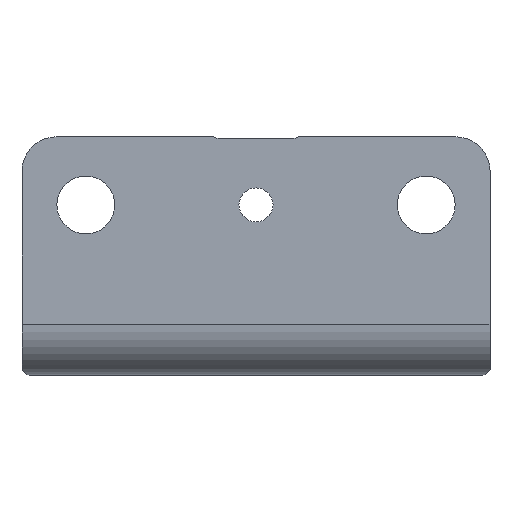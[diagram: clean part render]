
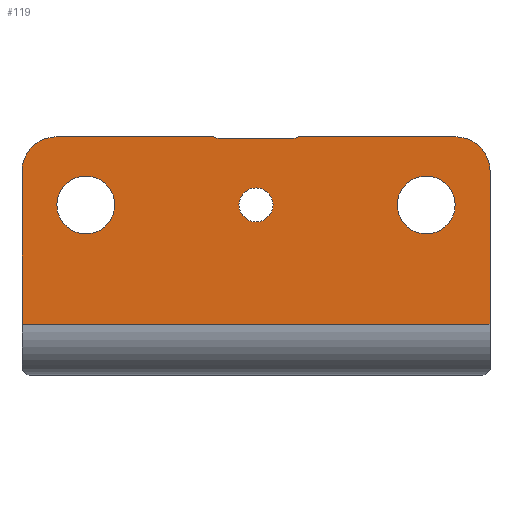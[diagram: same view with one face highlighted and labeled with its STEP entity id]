
A CAD part, front view. The second image highlights one B-rep face of the part: STEP entity #119.
In plain terms, the highlighted planar face has unit normal (0, -1, 0).
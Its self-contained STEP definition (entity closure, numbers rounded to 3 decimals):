
#14 = VECTOR ( 'NONE', #1297, 1000. ) ;
#15 = LINE ( 'NONE', #1637, #14 ) ;
#20 = EDGE_CURVE ( 'NONE', #486, #1713, #1290, .T. ) ;
#41 = AXIS2_PLACEMENT_3D ( 'NONE', #942, #1675, #706 ) ;
#55 = CIRCLE ( 'NONE', #594, 3.4 ) ;
#57 = LINE ( 'NONE', #1515, #1899 ) ;
#59 = CIRCLE ( 'NONE', #608, 3.4 ) ;
#75 = CARTESIAN_POINT ( 'NONE',  ( -27.5, -28., 6. ) ) ;
#76 = CARTESIAN_POINT ( 'NONE',  ( -27.5, -28., 28. ) ) ;
#89 = CARTESIAN_POINT ( 'NONE',  ( 23.5, -28., 28. ) ) ;
#97 = LINE ( 'NONE', #76, #135 ) ;
#110 = VERTEX_POINT ( 'NONE', #75 ) ;
#119 = ADVANCED_FACE ( 'NONE', ( #941, #937, #932, #962 ), #544, .F. ) ;
#131 = CIRCLE ( 'NONE', #620, 2. ) ;
#135 = VECTOR ( 'NONE', #1039, 1000. ) ;
#155 = LINE ( 'NONE', #384, #178 ) ;
#178 = VECTOR ( 'NONE', #310, 1000. ) ;
#209 = CARTESIAN_POINT ( 'NONE',  ( 0., -28., 18. ) ) ;
#224 = LINE ( 'NONE', #1338, #228 ) ;
#228 = VECTOR ( 'NONE', #1384, 1000. ) ;
#240 = AXIS2_PLACEMENT_3D ( 'NONE', #733, #1780, #1273 ) ;
#247 = CIRCLE ( 'NONE', #350, 4. ) ;
#290 = CARTESIAN_POINT ( 'NONE',  ( -23.5, -28., 28. ) ) ;
#300 = CARTESIAN_POINT ( 'NONE',  ( 20., -28., 20. ) ) ;
#310 = DIRECTION ( 'NONE',  ( -1., 0., 0. ) ) ;
#349 = CARTESIAN_POINT ( 'NONE',  ( -4.451, -28., 27.8 ) ) ;
#350 = AXIS2_PLACEMENT_3D ( 'NONE', #1511, #1760, #1139 ) ;
#371 = CARTESIAN_POINT ( 'NONE',  ( -23.5, -28., 24. ) ) ;
#373 = CARTESIAN_POINT ( 'NONE',  ( 4.451, -28., 27.8 ) ) ;
#384 = CARTESIAN_POINT ( 'NONE',  ( 27.5, -28., 28. ) ) ;
#447 = CARTESIAN_POINT ( 'NONE',  ( -27.5, -28., 24. ) ) ;
#486 = VERTEX_POINT ( 'NONE', #850 ) ;
#489 = VERTEX_POINT ( 'NONE', #447 ) ;
#510 = CARTESIAN_POINT ( 'NONE',  ( 27.5, -28., 6. ) ) ;
#527 = CARTESIAN_POINT ( 'NONE',  ( 27.5, -28., 24. ) ) ;
#544 = PLANE ( 'NONE',  #1231 ) ;
#570 = CARTESIAN_POINT ( 'NONE',  ( 27.5, -28., 0. ) ) ;
#586 = AXIS2_PLACEMENT_3D ( 'NONE', #371, #1093, #1050 ) ;
#587 = DIRECTION ( 'NONE',  ( 1., 0., 0. ) ) ;
#590 = CARTESIAN_POINT ( 'NONE',  ( 27.5, -28., 28. ) ) ;
#594 = AXIS2_PLACEMENT_3D ( 'NONE', #1442, #1408, #1371 ) ;
#607 = VERTEX_POINT ( 'NONE', #349 ) ;
#608 = AXIS2_PLACEMENT_3D ( 'NONE', #1587, #1579, #1567 ) ;
#612 = DIRECTION ( 'NONE',  ( -1., 0., 0. ) ) ;
#620 = AXIS2_PLACEMENT_3D ( 'NONE', #1683, #1663, #1656 ) ;
#634 = CARTESIAN_POINT ( 'NONE',  ( -20., -28., 16.6 ) ) ;
#638 = DIRECTION ( 'NONE',  ( 0., 0., 1. ) ) ;
#701 = EDGE_CURVE ( 'NONE', #867, #1150, #224, .T. ) ;
#706 = DIRECTION ( 'NONE',  ( 0., 0., -1. ) ) ;
#716 = VECTOR ( 'NONE', #612, 1000. ) ;
#733 = CARTESIAN_POINT ( 'NONE',  ( 0., -28., 20. ) ) ;
#754 = EDGE_CURVE ( 'NONE', #812, #1397, #155, .T. ) ;
#760 = ORIENTED_EDGE ( 'NONE', *, *, #906, .T. ) ;
#767 = LINE ( 'NONE', #590, #716 ) ;
#781 = EDGE_CURVE ( 'NONE', #489, #110, #97, .T. ) ;
#805 = ORIENTED_EDGE ( 'NONE', *, *, #754, .T. ) ;
#812 = VERTEX_POINT ( 'NONE', #89 ) ;
#831 = DIRECTION ( 'NONE',  ( 0., 0., 1. ) ) ;
#836 = ORIENTED_EDGE ( 'NONE', *, *, #701, .T. ) ;
#844 = EDGE_CURVE ( 'NONE', #928, #1534, #131, .T. ) ;
#850 = CARTESIAN_POINT ( 'NONE',  ( 20., -28., 16.6 ) ) ;
#854 = EDGE_CURVE ( 'NONE', #869, #1546, #59, .T. ) ;
#867 = VERTEX_POINT ( 'NONE', #1647 ) ;
#869 = VERTEX_POINT ( 'NONE', #1605 ) ;
#873 = ORIENTED_EDGE ( 'NONE', *, *, #880, .T. ) ;
#875 = EDGE_CURVE ( 'NONE', #1713, #486, #55, .T. ) ;
#880 = EDGE_CURVE ( 'NONE', #1768, #607, #15, .T. ) ;
#896 = VERTEX_POINT ( 'NONE', #1222 ) ;
#897 = EDGE_CURVE ( 'NONE', #607, #896, #57, .T. ) ;
#906 = EDGE_CURVE ( 'NONE', #1593, #489, #1863, .T. ) ;
#928 = VERTEX_POINT ( 'NONE', #981 ) ;
#932 = FACE_BOUND ( 'NONE', #1451, .T. ) ;
#937 = FACE_BOUND ( 'NONE', #1178, .T. ) ;
#941 = FACE_BOUND ( 'NONE', #1749, .T. ) ;
#942 = CARTESIAN_POINT ( 'NONE',  ( -20., -28., 20. ) ) ;
#951 = EDGE_CURVE ( 'NONE', #110, #867, #1895, .T. ) ;
#961 = CIRCLE ( 'NONE', #41, 3.4 ) ;
#962 = FACE_OUTER_BOUND ( 'NONE', #1612, .T. ) ;
#981 = CARTESIAN_POINT ( 'NONE',  ( 0., -28., 22. ) ) ;
#1008 = EDGE_CURVE ( 'NONE', #1150, #812, #247, .T. ) ;
#1013 = ORIENTED_EDGE ( 'NONE', *, *, #897, .T. ) ;
#1039 = DIRECTION ( 'NONE',  ( 0., 0., -1. ) ) ;
#1043 = DIRECTION ( 'NONE',  ( 0., 1., 0. ) ) ;
#1050 = DIRECTION ( 'NONE',  ( 0., 0., 1. ) ) ;
#1058 = ORIENTED_EDGE ( 'NONE', *, *, #951, .T. ) ;
#1093 = DIRECTION ( 'NONE',  ( 0., -1., 0. ) ) ;
#1096 = EDGE_CURVE ( 'NONE', #1397, #1768, #1533, .T. ) ;
#1131 = ORIENTED_EDGE ( 'NONE', *, *, #1096, .T. ) ;
#1139 = DIRECTION ( 'NONE',  ( 0., 0., 1. ) ) ;
#1150 = VERTEX_POINT ( 'NONE', #527 ) ;
#1153 = EDGE_CURVE ( 'NONE', #1534, #928, #1415, .T. ) ;
#1178 = EDGE_LOOP ( 'NONE', ( #1601, #1625 ) ) ;
#1202 = ORIENTED_EDGE ( 'NONE', *, *, #20, .T. ) ;
#1209 = DIRECTION ( 'NONE',  ( -0.94, 0., 0.342 ) ) ;
#1222 = CARTESIAN_POINT ( 'NONE',  ( -5., -28., 28. ) ) ;
#1231 = AXIS2_PLACEMENT_3D ( 'NONE', #570, #1277, #638 ) ;
#1273 = DIRECTION ( 'NONE',  ( 0., 0., 1. ) ) ;
#1277 = DIRECTION ( 'NONE',  ( 0., 1., 0. ) ) ;
#1290 = CIRCLE ( 'NONE', #1655, 3.4 ) ;
#1297 = DIRECTION ( 'NONE',  ( -1., 0., 0. ) ) ;
#1333 = EDGE_CURVE ( 'NONE', #1546, #869, #961, .T. ) ;
#1338 = CARTESIAN_POINT ( 'NONE',  ( 27.5, -28., 0. ) ) ;
#1346 = ORIENTED_EDGE ( 'NONE', *, *, #1008, .T. ) ;
#1371 = DIRECTION ( 'NONE',  ( 0., 0., 1. ) ) ;
#1384 = DIRECTION ( 'NONE',  ( 0., 0., 1. ) ) ;
#1385 = CARTESIAN_POINT ( 'NONE',  ( 4.451, -28., 27.8 ) ) ;
#1387 = ORIENTED_EDGE ( 'NONE', *, *, #1523, .T. ) ;
#1397 = VERTEX_POINT ( 'NONE', #1776 ) ;
#1408 = DIRECTION ( 'NONE',  ( 0., 1., 0. ) ) ;
#1415 = CIRCLE ( 'NONE', #240, 2. ) ;
#1442 = CARTESIAN_POINT ( 'NONE',  ( 20., -28., 20. ) ) ;
#1451 = EDGE_LOOP ( 'NONE', ( #1606, #1202 ) ) ;
#1484 = VECTOR ( 'NONE', #1821, 1000. ) ;
#1511 = CARTESIAN_POINT ( 'NONE',  ( 23.5, -28., 24. ) ) ;
#1512 = ORIENTED_EDGE ( 'NONE', *, *, #1153, .T. ) ;
#1515 = CARTESIAN_POINT ( 'NONE',  ( -4.451, -28., 27.8 ) ) ;
#1523 = EDGE_CURVE ( 'NONE', #896, #1593, #767, .T. ) ;
#1533 = LINE ( 'NONE', #373, #1484 ) ;
#1534 = VERTEX_POINT ( 'NONE', #209 ) ;
#1546 = VERTEX_POINT ( 'NONE', #634 ) ;
#1567 = DIRECTION ( 'NONE',  ( 0., 0., -1. ) ) ;
#1579 = DIRECTION ( 'NONE',  ( 0., 1., 0. ) ) ;
#1587 = CARTESIAN_POINT ( 'NONE',  ( -20., -28., 20. ) ) ;
#1593 = VERTEX_POINT ( 'NONE', #290 ) ;
#1601 = ORIENTED_EDGE ( 'NONE', *, *, #854, .T. ) ;
#1605 = CARTESIAN_POINT ( 'NONE',  ( -20., -28., 23.4 ) ) ;
#1606 = ORIENTED_EDGE ( 'NONE', *, *, #875, .T. ) ;
#1612 = EDGE_LOOP ( 'NONE', ( #873, #1013, #1387, #760, #1764, #1058, #836, #1346, #805, #1131 ) ) ;
#1625 = ORIENTED_EDGE ( 'NONE', *, *, #1333, .T. ) ;
#1637 = CARTESIAN_POINT ( 'NONE',  ( 4.451, -28., 27.8 ) ) ;
#1638 = CARTESIAN_POINT ( 'NONE',  ( 20., -28., 23.4 ) ) ;
#1647 = CARTESIAN_POINT ( 'NONE',  ( 27.5, -28., 6. ) ) ;
#1655 = AXIS2_PLACEMENT_3D ( 'NONE', #300, #1043, #831 ) ;
#1656 = DIRECTION ( 'NONE',  ( 0., 0., 1. ) ) ;
#1663 = DIRECTION ( 'NONE',  ( 0., 1., 0. ) ) ;
#1675 = DIRECTION ( 'NONE',  ( 0., 1., 0. ) ) ;
#1683 = CARTESIAN_POINT ( 'NONE',  ( 0., -28., 20. ) ) ;
#1713 = VERTEX_POINT ( 'NONE', #1638 ) ;
#1723 = ORIENTED_EDGE ( 'NONE', *, *, #844, .T. ) ;
#1749 = EDGE_LOOP ( 'NONE', ( #1723, #1512 ) ) ;
#1760 = DIRECTION ( 'NONE',  ( 0., -1., 0. ) ) ;
#1764 = ORIENTED_EDGE ( 'NONE', *, *, #781, .T. ) ;
#1768 = VERTEX_POINT ( 'NONE', #1385 ) ;
#1776 = CARTESIAN_POINT ( 'NONE',  ( 5., -28., 28. ) ) ;
#1780 = DIRECTION ( 'NONE',  ( 0., 1., 0. ) ) ;
#1821 = DIRECTION ( 'NONE',  ( -0.94, 0., -0.342 ) ) ;
#1822 = VECTOR ( 'NONE', #587, 1000. ) ;
#1863 = CIRCLE ( 'NONE', #586, 4. ) ;
#1895 = LINE ( 'NONE', #510, #1822 ) ;
#1899 = VECTOR ( 'NONE', #1209, 1000. ) ;
